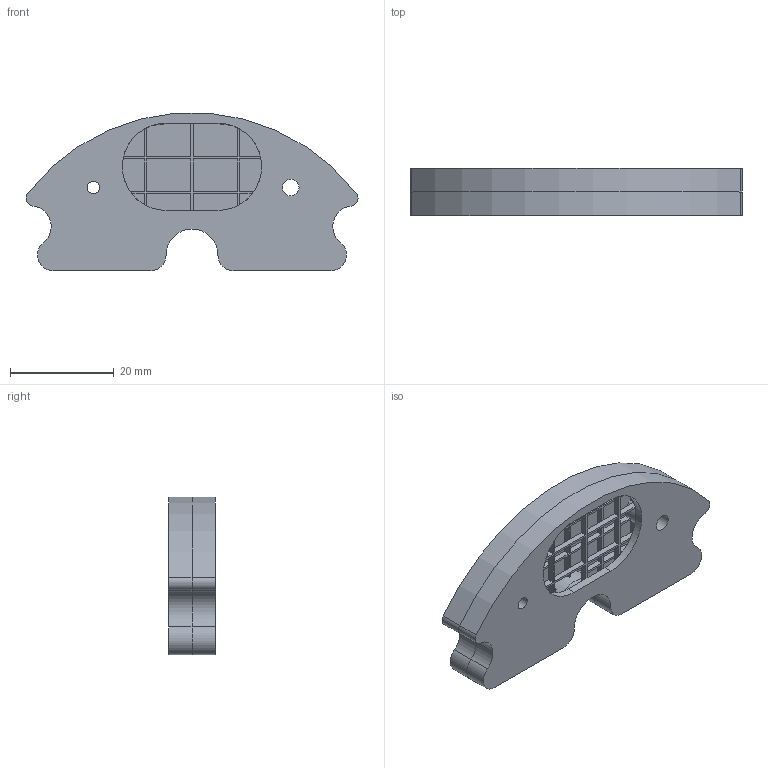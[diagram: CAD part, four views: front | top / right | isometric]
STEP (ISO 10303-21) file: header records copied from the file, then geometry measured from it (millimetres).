
FILE_DESCRIPTION(/* description */ (''),/* implementation_level */ '2;1');
FILE_NAME(/* name */ 'speaker_chamber v1.step',/* time_stamp */ '2024-03-09T22:42:49-08:00',/* author */ (''),/* organization */ (''),/* preprocessor_version */ 'ST-DEVELOPER v20',/* originating_system */ 'Autodesk Translation Framework v12.20.1.177',/* authorisation */ '');
FILE_SCHEMA (('AUTOMOTIVE_DESIGN { 1 0 10303 214 3 1 1 }'));
Length unit declared in the file: millimetre
Products named in the file (1): speaker_chamber
Bounding box: 63.88 x 9 x 30.28 mm (x, y, z)
Volume: 5999.1 mm3; surface area: 9213.5 mm2
Topology: 2 solids, 2 shells, 271 faces, 818 edges, 538 vertices
Faces by surface type: plane 221, cylinder 50
Full cylindrical faces by diameter (mm): 2.4 x2, 3.2 x2, 3.6 x2, 5.4 x2
Entity records: 9256 total; most frequent: ORIENTED_EDGE 1636, CARTESIAN_POINT 1628, DIRECTION 1566, EDGE_CURVE 818, LINE 614, VECTOR 614, VERTEX_POINT 538, AXIS2_PLACEMENT_3D 476
